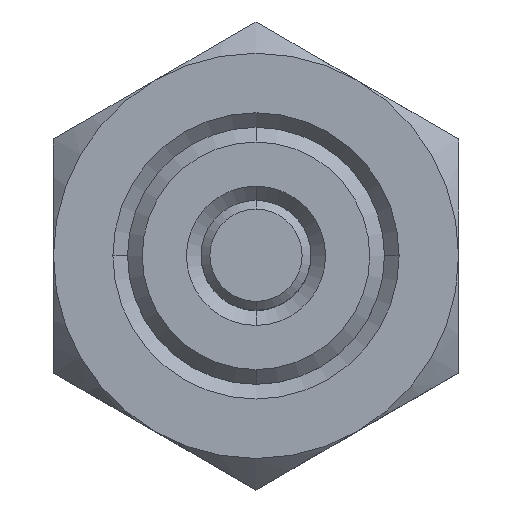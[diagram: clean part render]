
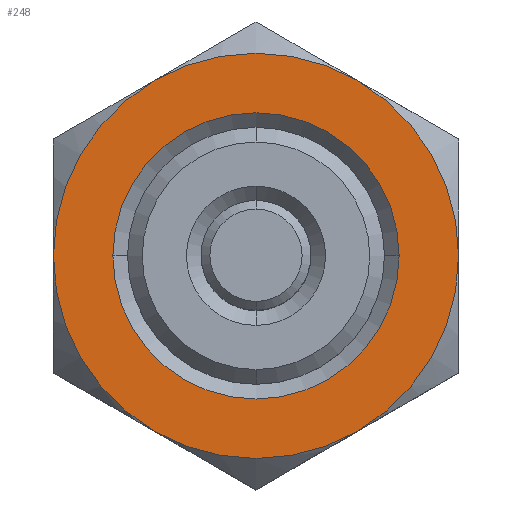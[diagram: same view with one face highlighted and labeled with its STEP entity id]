
A CAD part, top view. The second image highlights one B-rep face of the part: STEP entity #248.
In plain terms, the highlighted planar face has unit normal (0, 0, 1).
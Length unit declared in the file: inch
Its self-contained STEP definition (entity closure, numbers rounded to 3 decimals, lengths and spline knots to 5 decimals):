
#14 = AXIS2_PLACEMENT_3D ( 'NONE', #2940, #1469, #31 ) ;
#16 = ORIENTED_EDGE ( 'NONE', *, *, #1459, .T. ) ;
#22 = CARTESIAN_POINT ( 'NONE',  ( 0., 0., 0.125 ) ) ;
#31 = DIRECTION ( 'NONE',  ( 1., 0., 0. ) ) ;
#57 = ORIENTED_EDGE ( 'NONE', *, *, #2522, .T. ) ;
#180 = AXIS2_PLACEMENT_3D ( 'NONE', #22, #1703, #262 ) ;
#190 = DIRECTION ( 'NONE',  ( 0., 0., 1. ) ) ;
#248 = ADVANCED_FACE ( 'NONE', ( #2143, #430 ), #317, .T. ) ;
#255 = VERTEX_POINT ( 'NONE', #1767 ) ;
#262 = DIRECTION ( 'NONE',  ( 1., 0., 0. ) ) ;
#272 = EDGE_CURVE ( 'NONE', #2041, #3122, #1173, .T. ) ;
#317 = PLANE ( 'NONE',  #1452 ) ;
#367 = ORIENTED_EDGE ( 'NONE', *, *, #2551, .T. ) ;
#430 = FACE_OUTER_BOUND ( 'NONE', #1598, .T. ) ;
#475 = DIRECTION ( 'NONE',  ( 0., 0., 1. ) ) ;
#522 = VERTEX_POINT ( 'NONE', #1400 ) ;
#553 = CARTESIAN_POINT ( 'NONE',  ( -0.1725, -0.29878, 0.125 ) ) ;
#631 = AXIS2_PLACEMENT_3D ( 'NONE', #975, #2694, #1223 ) ;
#676 = CARTESIAN_POINT ( 'NONE',  ( 0., 0., 0.125 ) ) ;
#710 = CIRCLE ( 'NONE', #180, 0.345 ) ;
#738 = AXIS2_PLACEMENT_3D ( 'NONE', #1629, #190, #1884 ) ;
#812 = CARTESIAN_POINT ( 'NONE',  ( -0.1725, 0.29878, 0.125 ) ) ;
#819 = CARTESIAN_POINT ( 'NONE',  ( 0., 0., 0.125 ) ) ;
#897 = EDGE_CURVE ( 'NONE', #255, #2719, #2369, .T. ) ;
#914 = DIRECTION ( 'NONE',  ( 1., 0., 0. ) ) ;
#923 = VERTEX_POINT ( 'NONE', #2467 ) ;
#950 = ORIENTED_EDGE ( 'NONE', *, *, #2381, .T. ) ;
#957 = EDGE_LOOP ( 'NONE', ( #950, #1747 ) ) ;
#975 = CARTESIAN_POINT ( 'NONE',  ( 0., 0., 0.125 ) ) ;
#1034 = CARTESIAN_POINT ( 'NONE',  ( -0.345, 0.19919, 0.125 ) ) ;
#1040 = VERTEX_POINT ( 'NONE', #1772 ) ;
#1055 = DIRECTION ( 'NONE',  ( 1., 0., 0. ) ) ;
#1162 = CIRCLE ( 'NONE', #1192, 0.24375 ) ;
#1173 = CIRCLE ( 'NONE', #1619, 0.345 ) ;
#1192 = AXIS2_PLACEMENT_3D ( 'NONE', #676, #2391, #914 ) ;
#1223 = DIRECTION ( 'NONE',  ( 1., 0., 0. ) ) ;
#1284 = DIRECTION ( 'NONE',  ( 1., 0., 0. ) ) ;
#1289 = CARTESIAN_POINT ( 'NONE',  ( 0., 0., 0.125 ) ) ;
#1400 = CARTESIAN_POINT ( 'NONE',  ( 0.1725, -0.29878, 0.125 ) ) ;
#1452 = AXIS2_PLACEMENT_3D ( 'NONE', #1034, #2754, #1284 ) ;
#1458 = ORIENTED_EDGE ( 'NONE', *, *, #2444, .T. ) ;
#1459 = EDGE_CURVE ( 'NONE', #3122, #522, #1698, .T. ) ;
#1469 = DIRECTION ( 'NONE',  ( 0., 0., 1. ) ) ;
#1530 = DIRECTION ( 'NONE',  ( 1., 0., 0. ) ) ;
#1598 = EDGE_LOOP ( 'NONE', ( #57, #367, #1835, #1458, #3073, #16 ) ) ;
#1619 = AXIS2_PLACEMENT_3D ( 'NONE', #819, #2542, #1055 ) ;
#1629 = CARTESIAN_POINT ( 'NONE',  ( 0., 0., 0.125 ) ) ;
#1630 = AXIS2_PLACEMENT_3D ( 'NONE', #1289, #3000, #1530 ) ;
#1698 = CIRCLE ( 'NONE', #738, 0.345 ) ;
#1703 = DIRECTION ( 'NONE',  ( 0., 0., 1. ) ) ;
#1747 = ORIENTED_EDGE ( 'NONE', *, *, #2697, .T. ) ;
#1767 = CARTESIAN_POINT ( 'NONE',  ( 0.1725, 0.29878, 0.125 ) ) ;
#1772 = CARTESIAN_POINT ( 'NONE',  ( 0.345, 0., 0.125 ) ) ;
#1835 = ORIENTED_EDGE ( 'NONE', *, *, #897, .T. ) ;
#1884 = DIRECTION ( 'NONE',  ( 1., 0., 0. ) ) ;
#1920 = CARTESIAN_POINT ( 'NONE',  ( 0., 0., 0.125 ) ) ;
#1926 = CIRCLE ( 'NONE', #14, 0.345 ) ;
#2041 = VERTEX_POINT ( 'NONE', #2877 ) ;
#2143 = FACE_BOUND ( 'NONE', #957, .T. ) ;
#2145 = CIRCLE ( 'NONE', #1630, 0.24375 ) ;
#2179 = DIRECTION ( 'NONE',  ( 1., 0., 0. ) ) ;
#2369 = CIRCLE ( 'NONE', #631, 0.345 ) ;
#2381 = EDGE_CURVE ( 'NONE', #923, #2988, #1162, .T. ) ;
#2391 = DIRECTION ( 'NONE',  ( 0., 0., -1. ) ) ;
#2444 = EDGE_CURVE ( 'NONE', #2719, #2041, #2963, .T. ) ;
#2459 = CARTESIAN_POINT ( 'NONE',  ( -0.24375, 0., 0.125 ) ) ;
#2467 = CARTESIAN_POINT ( 'NONE',  ( 0.24375, 0., 0.125 ) ) ;
#2522 = EDGE_CURVE ( 'NONE', #522, #1040, #710, .T. ) ;
#2523 = AXIS2_PLACEMENT_3D ( 'NONE', #1920, #475, #2179 ) ;
#2542 = DIRECTION ( 'NONE',  ( 0., 0., 1. ) ) ;
#2551 = EDGE_CURVE ( 'NONE', #1040, #255, #1926, .T. ) ;
#2694 = DIRECTION ( 'NONE',  ( 0., 0., 1. ) ) ;
#2697 = EDGE_CURVE ( 'NONE', #2988, #923, #2145, .T. ) ;
#2719 = VERTEX_POINT ( 'NONE', #812 ) ;
#2754 = DIRECTION ( 'NONE',  ( 0., 0., 1. ) ) ;
#2877 = CARTESIAN_POINT ( 'NONE',  ( -0.345, 0., 0.125 ) ) ;
#2940 = CARTESIAN_POINT ( 'NONE',  ( 0., 0., 0.125 ) ) ;
#2963 = CIRCLE ( 'NONE', #2523, 0.345 ) ;
#2988 = VERTEX_POINT ( 'NONE', #2459 ) ;
#3000 = DIRECTION ( 'NONE',  ( 0., 0., -1. ) ) ;
#3073 = ORIENTED_EDGE ( 'NONE', *, *, #272, .T. ) ;
#3122 = VERTEX_POINT ( 'NONE', #553 ) ;
